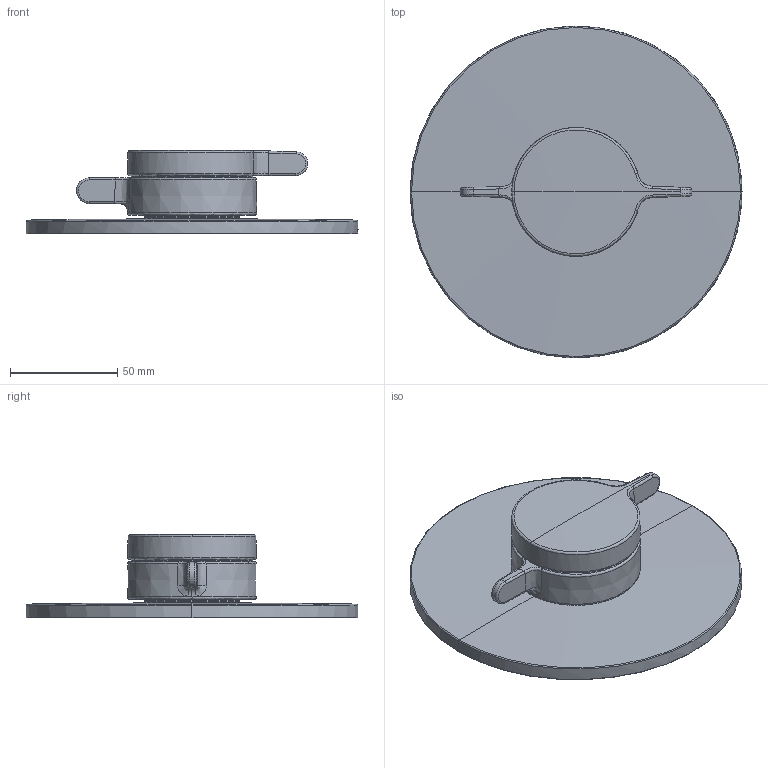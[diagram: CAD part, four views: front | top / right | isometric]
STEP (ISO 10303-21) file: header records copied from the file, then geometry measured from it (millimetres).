
FILE_DESCRIPTION(('3DEXPERIENCE STEP','CAx-IF Rec.Pracs.--- Model Styling and Organization---1.5--- 2016-08-15','CAx-IF Rec.Pracs.---Supplemental Geometry---1.0---2011-11-01','CAx-IF Rec.Pracs.--- Composite Materials ---3.4---2017-06-13','CAx-IF Rec.Pracs.---Tessellated 3D Geometry---1.0---2015-12-17'),'2;1');
FILE_NAME('prd-HG-00800617.stp','2024-08-09T09:06:35+00:00',('none'),('none'),'3DEXPERIENCE Platform3DEXPERIENCE R2023x HotFix 5','3DEXPERIENCE Platform STEP AP242 v2','none');
FILE_SCHEMA(('AP242_MANAGED_MODEL_BASED_3D_ENGINEERING_MIM_LF {1 0 10303 442 1 1 4}'));
Length unit declared in the file: millimetre
Products named in the file (6): P-2_AX_One_Mischer_UP_1/2_Verbr; P-2_DuoTurn_BO_one_Sichtrosette; P-2_Traegerrosette_WUP_DUP_iBox_Next; P-2_DuoTurn_BO_one_Temperaturgriff; P-2_DuoTurn_BO_one_Umstellergriff; V5_P_2_Mitnehmer_Volumengiff_iBox_Next_T30
Assembly tree (5 placements, depth 2):
  P-2_AX_One_Mischer_UP_1/2_Verbr
    P-2_DuoTurn_BO_one_Sichtrosette
    P-2_Traegerrosette_WUP_DUP_iBox_Next
    P-2_DuoTurn_BO_one_Temperaturgriff
    P-2_DuoTurn_BO_one_Umstellergriff
    V5_P_2_Mitnehmer_Volumengiff_iBox_Next_T30
Bounding box: 154.94 x 154.88 x 39.2 mm (x, y, z)
Volume: 233506.5 mm3; surface area: 66245.7 mm2
Topology: 5 solids, 5 shells, 117 faces, 251 edges, 144 vertices
Faces by surface type: bspline 38, torus 26, plane 22, cylinder 14, cone 13, sphere 4
Entity records: 7395 total; most frequent: CARTESIAN_POINT 5229, ORIENTED_EDGE 494, DIRECTION 290, EDGE_CURVE 247, AXIS2_PLACEMENT_3D 187, VERTEX_POINT 144, EDGE_LOOP 121, ADVANCED_FACE 117
